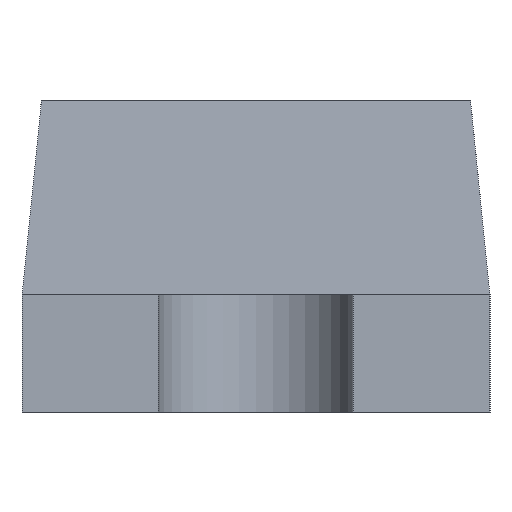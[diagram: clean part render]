
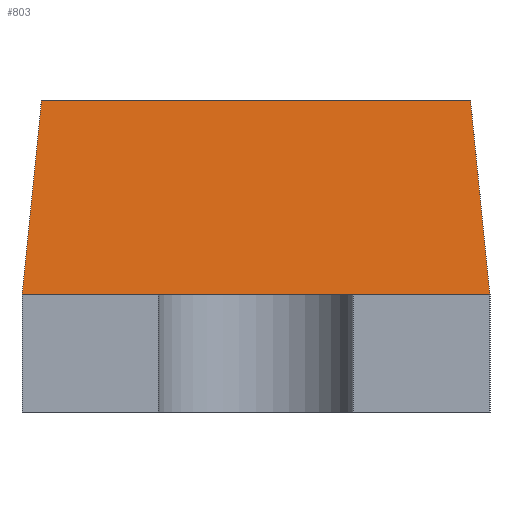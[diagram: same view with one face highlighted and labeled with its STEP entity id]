
A CAD part, left-side view. The second image highlights one B-rep face of the part: STEP entity #803.
In plain terms, the highlighted planar face has unit normal (-0.995, 0, 0.1).
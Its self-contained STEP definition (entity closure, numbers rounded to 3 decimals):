
#238=DIRECTION('',(0.,-1.,0.));
#239=VECTOR('',#238,1.2);
#240=CARTESIAN_POINT('',(-0.65,0.6,0.3));
#241=LINE('',#240,#239);
#324=DIRECTION('',(0.099,0.099,0.99));
#325=VECTOR('',#324,0.505);
#326=CARTESIAN_POINT('',(-0.65,-0.6,0.3));
#327=LINE('',#326,#325);
#331=DIRECTION('',(-0.099,0.099,-0.99));
#332=VECTOR('',#331,0.505);
#333=CARTESIAN_POINT('',(-0.6,0.55,0.8));
#334=LINE('',#333,#332);
#338=DIRECTION('',(0.,-1.,0.));
#339=VECTOR('',#338,1.1);
#340=CARTESIAN_POINT('',(-0.6,0.55,0.8));
#341=LINE('',#340,#339);
#433=CARTESIAN_POINT('',(-0.6,0.55,0.8));
#434=CARTESIAN_POINT('',(-0.6,-0.55,0.8));
#435=VERTEX_POINT('',#433);
#436=VERTEX_POINT('',#434);
#437=CARTESIAN_POINT('',(-0.65,0.6,0.3));
#438=CARTESIAN_POINT('',(-0.65,-0.6,0.3));
#439=VERTEX_POINT('',#437);
#440=VERTEX_POINT('',#438);
#789=CARTESIAN_POINT('',(-0.625,0.,0.55));
#790=DIRECTION('',(-0.995,0.,0.1));
#791=DIRECTION('',(-0.1,0.,-0.995));
#792=AXIS2_PLACEMENT_3D('',#789,#790,#791);
#793=PLANE('',#792);
#795=ORIENTED_EDGE('',*,*,#794,.T.);
#797=ORIENTED_EDGE('',*,*,#796,.F.);
#798=ORIENTED_EDGE('',*,*,#737,.F.);
#800=ORIENTED_EDGE('',*,*,#799,.F.);
#801=EDGE_LOOP('',(#795,#797,#798,#800));
#802=FACE_OUTER_BOUND('',#801,.F.);
#803=ADVANCED_FACE('',(#802),#793,.T.);
#737=EDGE_CURVE('',#439,#440,#241,.T.);
#794=EDGE_CURVE('',#435,#436,#341,.T.);
#796=EDGE_CURVE('',#440,#436,#327,.T.);
#799=EDGE_CURVE('',#435,#439,#334,.T.);
